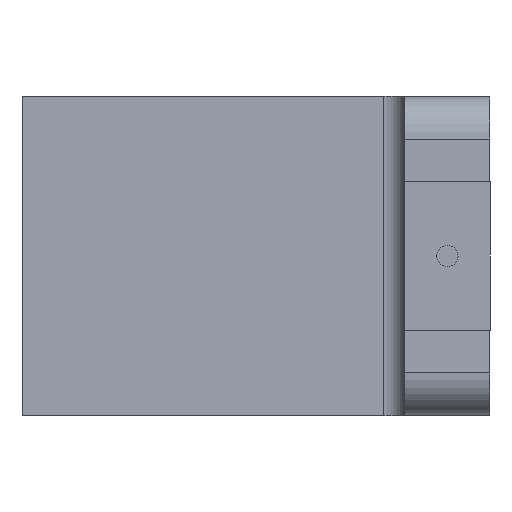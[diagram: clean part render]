
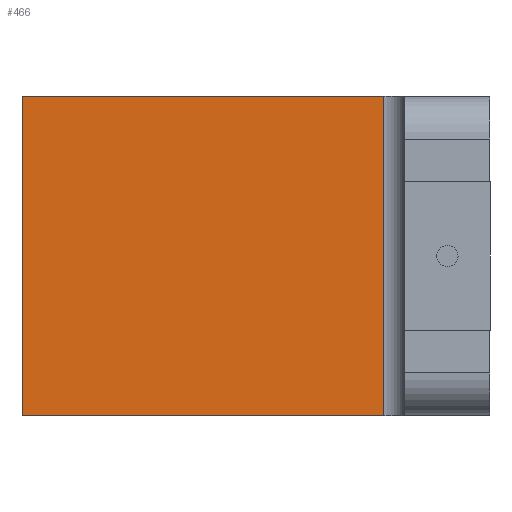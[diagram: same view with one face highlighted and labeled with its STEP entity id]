
A CAD part, front view. The second image highlights one B-rep face of the part: STEP entity #466.
In plain terms, the highlighted planar face has unit normal (0, -1, 0).
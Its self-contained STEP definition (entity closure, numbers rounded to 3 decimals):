
#49 = EDGE_CURVE ( 'NONE', #213, #442, #500, .T. ) ;
#68 = VECTOR ( 'NONE', #456, 1000. ) ;
#72 = CARTESIAN_POINT ( 'NONE',  ( 0., -0.4, 0. ) ) ;
#99 = DIRECTION ( 'NONE',  ( 0., 0., 1. ) ) ;
#120 = VERTEX_POINT ( 'NONE', #165 ) ;
#139 = EDGE_LOOP ( 'NONE', ( #578, #585, #459, #207 ) ) ;
#140 = AXIS2_PLACEMENT_3D ( 'NONE', #300, #196, #99 ) ;
#165 = CARTESIAN_POINT ( 'NONE',  ( 1.3, -0.4, 1.5 ) ) ;
#196 = DIRECTION ( 'NONE',  ( 0., 1., 0. ) ) ;
#207 = ORIENTED_EDGE ( 'NONE', *, *, #650, .F. ) ;
#213 = VERTEX_POINT ( 'NONE', #398 ) ;
#239 = CARTESIAN_POINT ( 'NONE',  ( 1.3, -0.4, 1.5 ) ) ;
#245 = VECTOR ( 'NONE', #504, 1000. ) ;
#252 = EDGE_CURVE ( 'NONE', #336, #442, #529, .T. ) ;
#288 = CARTESIAN_POINT ( 'NONE',  ( 1.3, -0.4, 0. ) ) ;
#300 = CARTESIAN_POINT ( 'NONE',  ( 0., -0.4, 1.5 ) ) ;
#314 = CARTESIAN_POINT ( 'NONE',  ( 0., -0.4, 1.5 ) ) ;
#325 = FACE_OUTER_BOUND ( 'NONE', #139, .T. ) ;
#336 = VERTEX_POINT ( 'NONE', #288 ) ;
#371 = DIRECTION ( 'NONE',  ( 0., 0., -1. ) ) ;
#372 = DIRECTION ( 'NONE',  ( 1., 0., 0. ) ) ;
#398 = CARTESIAN_POINT ( 'NONE',  ( 3., -0.4, 1.5 ) ) ;
#415 = PLANE ( 'NONE',  #140 ) ;
#442 = VERTEX_POINT ( 'NONE', #601 ) ;
#455 = EDGE_CURVE ( 'NONE', #336, #120, #613, .T. ) ;
#456 = DIRECTION ( 'NONE',  ( 0., 0., 1. ) ) ;
#459 = ORIENTED_EDGE ( 'NONE', *, *, #49, .F. ) ;
#466 = ADVANCED_FACE ( 'NONE', ( #325 ), #415, .F. ) ;
#491 = VECTOR ( 'NONE', #372, 1000. ) ;
#500 = LINE ( 'NONE', #621, #623 ) ;
#504 = DIRECTION ( 'NONE',  ( 1., 0., 0. ) ) ;
#529 = LINE ( 'NONE', #72, #245 ) ;
#578 = ORIENTED_EDGE ( 'NONE', *, *, #455, .F. ) ;
#585 = ORIENTED_EDGE ( 'NONE', *, *, #252, .T. ) ;
#601 = CARTESIAN_POINT ( 'NONE',  ( 3., -0.4, 0. ) ) ;
#613 = LINE ( 'NONE', #239, #68 ) ;
#616 = LINE ( 'NONE', #314, #491 ) ;
#621 = CARTESIAN_POINT ( 'NONE',  ( 3., -0.4, 1.5 ) ) ;
#623 = VECTOR ( 'NONE', #371, 1000. ) ;
#650 = EDGE_CURVE ( 'NONE', #120, #213, #616, .T. ) ;
